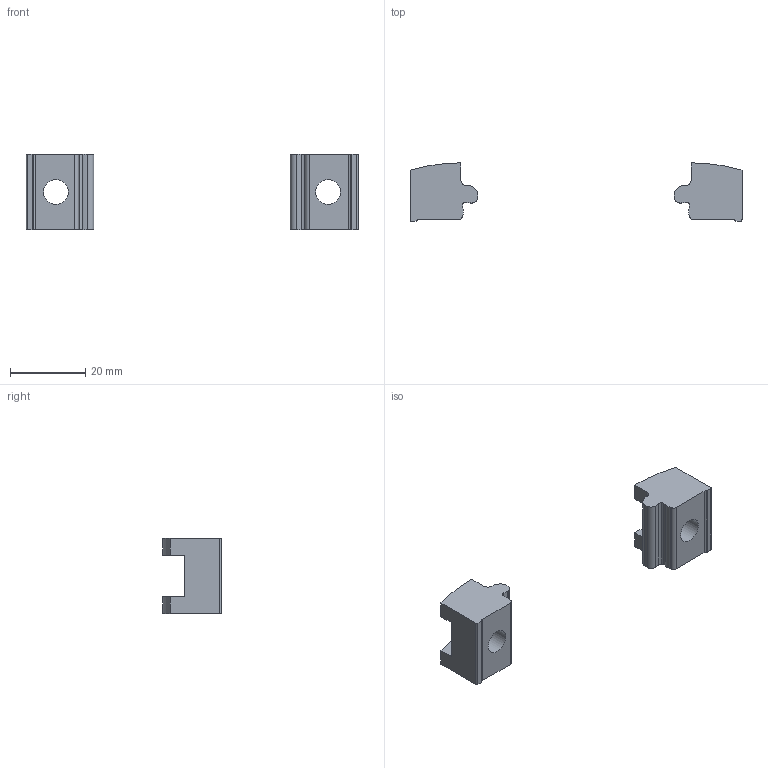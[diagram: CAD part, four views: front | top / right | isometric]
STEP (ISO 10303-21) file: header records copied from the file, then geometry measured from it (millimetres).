
FILE_DESCRIPTION(/* description */ ('STEP AP214'),/* implementation_level */ '2;1');
FILE_NAME(/* name */ '8197128_EAHF-E24-60-P-S',/* time_stamp */ '2024-08-26T17:15:53+02:00',/* author */ ('License CC BY-ND 4.0'),/* organization */ ('CADENAS'),/* preprocessor_version */ 'ST-DEVELOPER v19.3',/* originating_system */ 'PARTsolutions',/* authorisation */ ' ');
FILE_SCHEMA (('AUTOMOTIVE_DESIGN {1 0 10303 214 3 1 1}'));
Length unit declared in the file: millimetre
Products named in the file (2): 8197128 EAHF-E24-60-P-S---(60_400); 8196916 EAHF-E24-60-P-S---(400)
Assembly tree (2 placements, depth 2):
  8197128 EAHF-E24-60-P-S---(60_400)
    8196916 EAHF-E24-60-P-S---(400)  x2
Bounding box: 88.4 x 15.5 x 20 mm (x, y, z)
Volume: 6546.3 mm3; surface area: 3668 mm2
Topology: 2 solids, 2 shells, 64 faces, 182 edges, 122 vertices
Faces by surface type: plane 32, cylinder 32
Full cylindrical faces by diameter (mm): 6.6 x2
Entity records: 1105 total; most frequent: DIRECTION 192, CARTESIAN_POINT 187, ORIENTED_EDGE 178, EDGE_CURVE 89, AXIS2_PLACEMENT_3D 69, VERTEX_POINT 60, LINE 54, VECTOR 54
